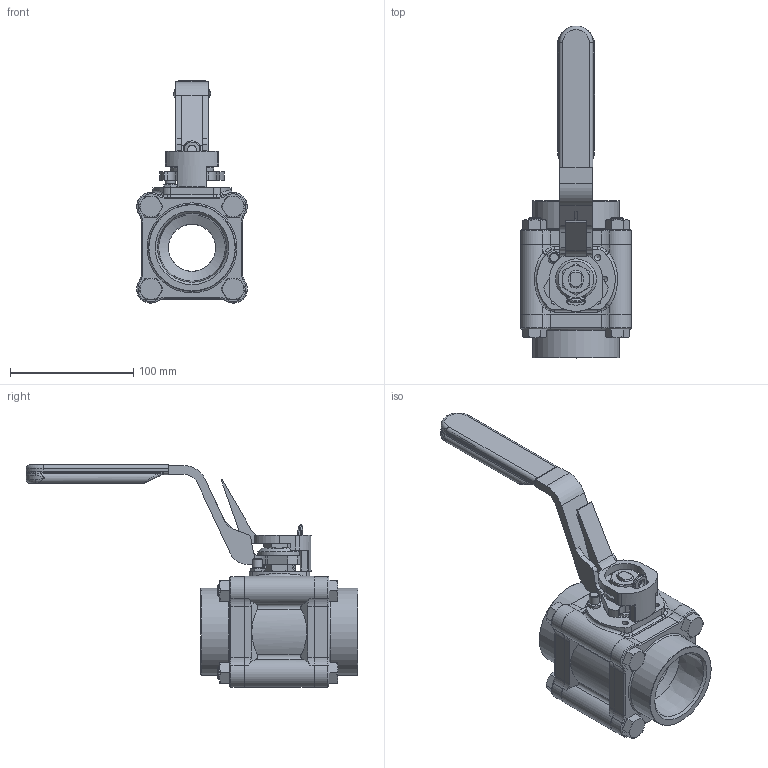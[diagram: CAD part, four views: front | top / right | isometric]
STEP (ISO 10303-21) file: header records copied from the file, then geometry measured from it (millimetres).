
FILE_DESCRIPTION((''),'2;1');
FILE_NAME('20-A44-6666TTSETSET.stp','2014-12-17T15:43:32',('10146786'),(''),'Autodesk Inventor 2012','Autodesk Inventor 2012','');
FILE_SCHEMA(('AUTOMOTIVE_DESIGN { 1 0 10303 214 1 1 1 1 }'));
Products named in the file (15): 20-A44-6666TTSETSET; GA-B04420-16254-A-1; GA-A44-15-STEM-BUILD-A-1; GA-B00015-06002-A-1; GA-B00015-52001-A-1; M10-8-090-110-A-1; M10-8-000-360-A-1; BP4420-08101; A21580; B51915-01065-1; B00005-42007; B51915-01069-1; B00015-34000-1; Location Pin; B00005-60130
Assembly tree (22 placements, depth 3):
  20-A44-6666TTSETSET
    GA-B04420-16254-A-1
    GA-A44-15-STEM-BUILD-A-1
    GA-B00015-06002-A-1  x2
    GA-B00015-52001-A-1
    M10-8-090-110-A-1  x4
    M10-8-000-360-A-1  x4
    BP4420-08101  x2
    A21580
      B51915-01065-1
      B00005-42007
      B51915-01069-1
      B00015-34000-1
      Location Pin
    B00005-60130
Bounding box: 89.61 x 268.57 x 179.98 mm (x, y, z)
Volume: 652678.3 mm3; surface area: 171483.7 mm2
Topology: 21 solids, 21 shells, 739 faces, 1805 edges, 1112 vertices
Faces by surface type: plane 277, cylinder 217, cone 144, bspline 59, torus 42
Full cylindrical faces by diameter (mm): 0.8 x2, 4 x1, 4.045 x2, 4.2 x2, 4.4 x1, 4.917 x5, 6 x1, 7 x1, 8 x1, 8.376 x4, 10 x4, 10.5 x12, 12.751 x2, 14.288 x1, 19.89 x1, 27 x1, 30 x1, 35.085 x1, 37.97 x1, 38.15 x2, 70.35 x2, 76.8 x2
Entity records: 18635 total; most frequent: CARTESIAN_POINT 5665, DIRECTION 2648, ORIENTED_EDGE 2578, EDGE_CURVE 1289, AXIS2_PLACEMENT_3D 1029, VERTEX_POINT 838, EDGE_LOOP 641, VECTOR 590
